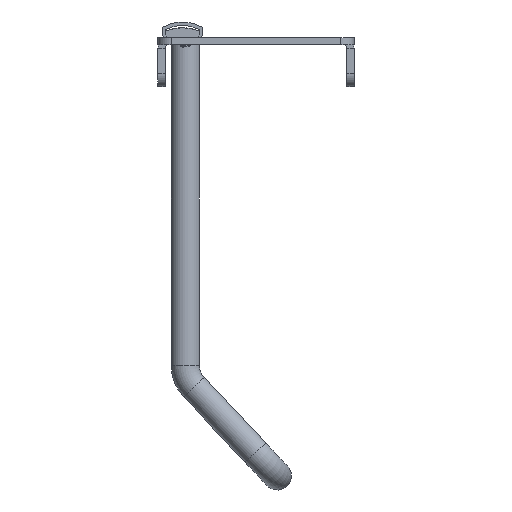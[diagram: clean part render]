
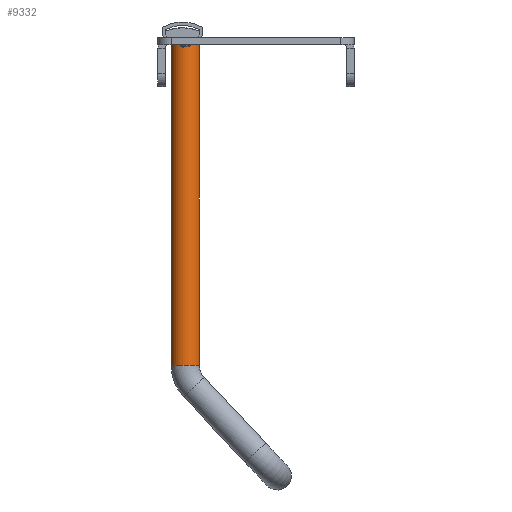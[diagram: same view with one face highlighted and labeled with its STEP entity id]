
A CAD part, left-side view. The second image highlights one B-rep face of the part: STEP entity #9332.
In plain terms, the highlighted cylindrical face has radius 3.175 mm (diameter 6.35 mm), a full revolution.
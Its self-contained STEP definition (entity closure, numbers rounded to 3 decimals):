
#773=FACE_OUTER_BOUND('',#1355,.T.);
#1355=EDGE_LOOP('',(#7472,#7473,#7474,#7475,#7476));
#1579=CIRCLE('',#9658,3.175);
#1832=CIRCLE('',#10123,3.175);
#1833=CIRCLE('',#10124,3.175);
#2681=LINE('',#23800,#3183);
#3183=VECTOR('',#11988,3.175);
#3582=VERTEX_POINT('',#17946);
#3983=VERTEX_POINT('',#23794);
#3984=VERTEX_POINT('',#23795);
#4585=EDGE_CURVE('',#3582,#3582,#1579,.T.);
#5212=EDGE_CURVE('',#3983,#3984,#1832,.T.);
#5213=EDGE_CURVE('',#3984,#3983,#1833,.T.);
#5215=EDGE_CURVE('',#3582,#3983,#2681,.T.);
#7472=ORIENTED_EDGE('',*,*,#4585,.F.);
#7473=ORIENTED_EDGE('',*,*,#5215,.T.);
#7474=ORIENTED_EDGE('',*,*,#5212,.T.);
#7475=ORIENTED_EDGE('',*,*,#5213,.T.);
#7476=ORIENTED_EDGE('',*,*,#5215,.F.);
#8494=CYLINDRICAL_SURFACE('',#10126,3.175);
#9332=ADVANCED_FACE('',(#773),#8494,.T.);
#9658=AXIS2_PLACEMENT_3D('',#17947,#10805,#10806);
#10123=AXIS2_PLACEMENT_3D('',#23796,#11980,#11981);
#10124=AXIS2_PLACEMENT_3D('',#23797,#11982,#11983);
#10126=AXIS2_PLACEMENT_3D('',#23799,#11986,#11987);
#10805=DIRECTION('center_axis',(0.,0.,1.));
#10806=DIRECTION('ref_axis',(1.,0.,0.));
#11980=DIRECTION('center_axis',(0.,0.,
1.));
#11981=DIRECTION('ref_axis',(1.,0.,0.));
#11982=DIRECTION('center_axis',(0.,0.,
1.));
#11983=DIRECTION('ref_axis',(1.,0.,0.));
#11986=DIRECTION('center_axis',(0.,0.,
1.));
#11987=DIRECTION('ref_axis',(1.,0.,0.));
#11988=DIRECTION('',(0.,0.,-1.));
#17946=CARTESIAN_POINT('',(-224.66,22.52,4.));
#17947=CARTESIAN_POINT('Origin',(-221.485,22.52,4.));
#23794=CARTESIAN_POINT('',(-224.66,22.52,-68.));
#23795=CARTESIAN_POINT('',(-221.485,19.345,-68.));
#23796=CARTESIAN_POINT('Origin',(-221.485,22.52,-68.));
#23797=CARTESIAN_POINT('Origin',(-221.485,22.52,-68.));
#23799=CARTESIAN_POINT('Origin',(-221.485,22.52,-68.));
#23800=CARTESIAN_POINT('',(-224.66,22.52,-68.));
